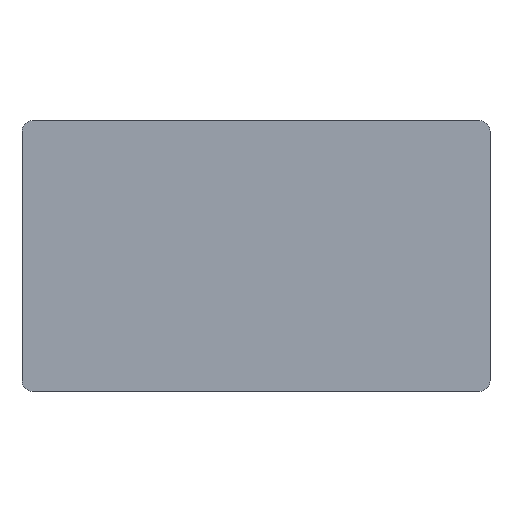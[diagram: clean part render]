
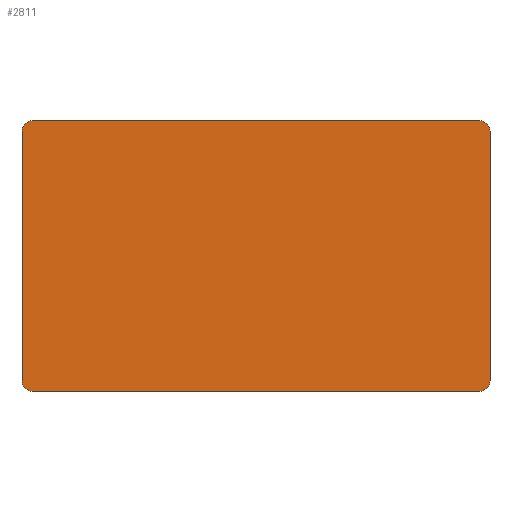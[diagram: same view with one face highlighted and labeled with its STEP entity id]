
A CAD part, front view. The second image highlights one B-rep face of the part: STEP entity #2811.
In plain terms, the highlighted planar face has unit normal (0, -1, 0).
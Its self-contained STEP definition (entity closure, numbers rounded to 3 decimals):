
#70=LINE('',#3753,#258);
#94=LINE('',#3820,#282);
#120=LINE('',#3884,#308);
#124=LINE('',#3900,#312);
#258=VECTOR('',#3154,1000.);
#282=VECTOR('',#3200,1000.);
#308=VECTOR('',#3242,1000.);
#312=VECTOR('',#3258,1000.);
#554=ORIENTED_EDGE('',*,*,#988,.F.);
#555=ORIENTED_EDGE('',*,*,#1064,.F.);
#556=ORIENTED_EDGE('',*,*,#1061,.F.);
#557=ORIENTED_EDGE('',*,*,#1056,.F.);
#558=ORIENTED_EDGE('',*,*,#1053,.F.);
#559=ORIENTED_EDGE('',*,*,#1024,.F.);
#560=ORIENTED_EDGE('',*,*,#1021,.F.);
#561=ORIENTED_EDGE('',*,*,#1016,.F.);
#988=EDGE_CURVE('',#1256,#1257,#70,.T.);
#1016=EDGE_CURVE('',#1257,#1284,#1448,.T.);
#1021=EDGE_CURVE('',#1284,#1288,#94,.T.);
#1024=EDGE_CURVE('',#1288,#1290,#1452,.T.);
#1053=EDGE_CURVE('',#1290,#1318,#120,.T.);
#1056=EDGE_CURVE('',#1318,#1320,#1458,.T.);
#1061=EDGE_CURVE('',#1320,#1324,#124,.T.);
#1064=EDGE_CURVE('',#1324,#1256,#1462,.T.);
#1256=VERTEX_POINT('',#3754);
#1257=VERTEX_POINT('',#3755);
#1284=VERTEX_POINT('',#3811);
#1288=VERTEX_POINT('',#3821);
#1290=VERTEX_POINT('',#3827);
#1318=VERTEX_POINT('',#3885);
#1320=VERTEX_POINT('',#3891);
#1324=VERTEX_POINT('',#3901);
#1448=CIRCLE('',#2943,1.);
#1452=CIRCLE('',#2949,1.);
#1458=CIRCLE('',#2957,1.);
#1462=CIRCLE('',#2963,1.);
#1541=EDGE_LOOP('',(#554,#555,#556,#557,#558,#559,#560,#561));
#1713=FACE_BOUND('',#1541,.T.);
#1866=PLANE('',#2970);
#2811=ADVANCED_FACE('',(#1713),#1866,.F.);
#2943=AXIS2_PLACEMENT_3D('',#3810,#3189,#3190);
#2949=AXIS2_PLACEMENT_3D('',#3826,#3205,#3206);
#2957=AXIS2_PLACEMENT_3D('',#3890,#3247,#3248);
#2963=AXIS2_PLACEMENT_3D('',#3906,#3263,#3264);
#2970=AXIS2_PLACEMENT_3D('',#3925,#3281,#3282);
#3154=DIRECTION('',(0.,0.,1.));
#3189=DIRECTION('',(0.,1.,0.));
#3190=DIRECTION('',(1.,0.,0.));
#3200=DIRECTION('',(1.,0.,0.));
#3205=DIRECTION('',(0.,1.,0.));
#3206=DIRECTION('',(1.,0.,0.));
#3242=DIRECTION('',(0.,0.,-1.));
#3247=DIRECTION('',(0.,1.,0.));
#3248=DIRECTION('',(1.,0.,0.));
#3258=DIRECTION('',(-1.,0.,0.));
#3263=DIRECTION('',(0.,1.,0.));
#3264=DIRECTION('',(1.,0.,0.));
#3281=DIRECTION('',(0.,1.,0.));
#3282=DIRECTION('',(0.,0.,1.));
#3753=CARTESIAN_POINT('',(-22.5,0.,-12.));
#3754=CARTESIAN_POINT('',(-22.5,0.,-12.));
#3755=CARTESIAN_POINT('',(-22.5,0.,12.));
#3810=CARTESIAN_POINT('',(-21.5,0.,12.));
#3811=CARTESIAN_POINT('',(-21.5,0.,13.));
#3820=CARTESIAN_POINT('',(-21.5,0.,13.));
#3821=CARTESIAN_POINT('',(21.5,0.,13.));
#3826=CARTESIAN_POINT('',(21.5,0.,12.));
#3827=CARTESIAN_POINT('',(22.5,0.,12.));
#3884=CARTESIAN_POINT('',(22.5,0.,12.));
#3885=CARTESIAN_POINT('',(22.5,0.,-12.));
#3890=CARTESIAN_POINT('',(21.5,0.,-12.));
#3891=CARTESIAN_POINT('',(21.5,0.,-13.));
#3900=CARTESIAN_POINT('',(21.5,0.,-13.));
#3901=CARTESIAN_POINT('',(-21.5,0.,-13.));
#3906=CARTESIAN_POINT('',(-21.5,0.,-12.));
#3925=CARTESIAN_POINT('',(-21.5,0.,12.));
